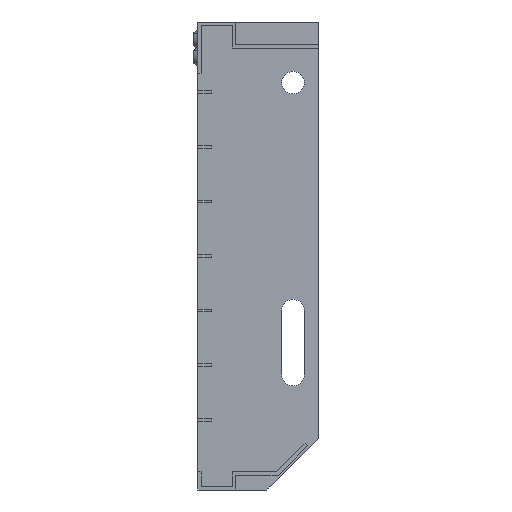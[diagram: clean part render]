
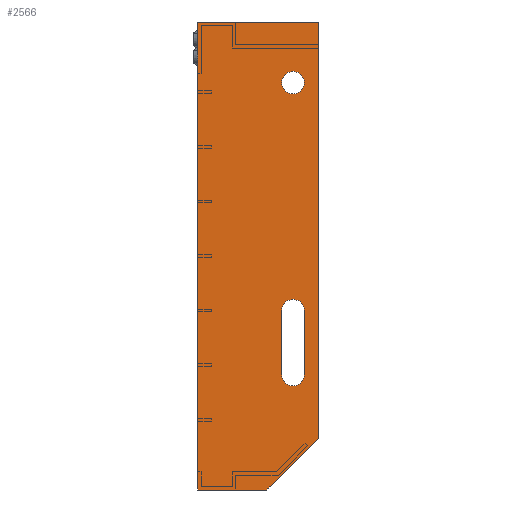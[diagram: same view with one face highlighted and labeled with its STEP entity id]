
A CAD part, left-side view. The second image highlights one B-rep face of the part: STEP entity #2566.
In plain terms, the highlighted planar face has unit normal (-1, 0, 0).
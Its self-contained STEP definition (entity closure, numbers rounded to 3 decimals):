
#344 = VERTEX_POINT ( 'NONE', #16607 ) ;
#1518 = DIRECTION ( 'NONE',  ( 1., 0., 0. ) ) ;
#1587 = CARTESIAN_POINT ( 'NONE',  ( -750., 15., -41.5 ) ) ;
#2418 = VECTOR ( 'NONE', #15704, 1000. ) ;
#2566 = ADVANCED_FACE ( 'NONE', ( #5722, #15590, #18684 ), #14700, .F. ) ;
#3523 = VERTEX_POINT ( 'NONE', #28205 ) ;
#4560 = DIRECTION ( 'NONE',  ( 1., 0., 0. ) ) ;
#4691 = AXIS2_PLACEMENT_3D ( 'NONE', #10716, #7927, #25303 ) ;
#4759 = DIRECTION ( 'NONE',  ( 1., 0., 0. ) ) ;
#5022 = ORIENTED_EDGE ( 'NONE', *, *, #35271, .F. ) ;
#5130 = DIRECTION ( 'NONE',  ( 0., 1., 0. ) ) ;
#5691 = CARTESIAN_POINT ( 'NONE',  ( -750., 15., -35. ) ) ;
#5722 = FACE_BOUND ( 'NONE', #17484, .T. ) ;
#6251 = CARTESIAN_POINT ( 'NONE',  ( -750., 8.5, -166.5 ) ) ;
#6826 = CARTESIAN_POINT ( 'NONE',  ( -750., 21.5, -203.5 ) ) ;
#7151 = LINE ( 'NONE', #6826, #15960 ) ;
#7403 = DIRECTION ( 'NONE',  ( 0., 0., 1. ) ) ;
#7453 = AXIS2_PLACEMENT_3D ( 'NONE', #5691, #28857, #29008 ) ;
#7927 = DIRECTION ( 'NONE',  ( 1., 0., 0. ) ) ;
#8221 = LINE ( 'NONE', #31895, #9222 ) ;
#8767 = CARTESIAN_POINT ( 'NONE',  ( -750., 0., 0. ) ) ;
#9081 = ORIENTED_EDGE ( 'NONE', *, *, #39676, .T. ) ;
#9222 = VECTOR ( 'NONE', #5130, 1000. ) ;
#10698 = ORIENTED_EDGE ( 'NONE', *, *, #11376, .T. ) ;
#10716 = CARTESIAN_POINT ( 'NONE',  ( -750., 15., -35. ) ) ;
#11101 = VERTEX_POINT ( 'NONE', #27972 ) ;
#11376 = EDGE_CURVE ( 'NONE', #38801, #11101, #19551, .T. ) ;
#11441 = EDGE_CURVE ( 'NONE', #12167, #3523, #7151, .T. ) ;
#11453 = DIRECTION ( 'NONE',  ( 0., 0., -1. ) ) ;
#12123 = CARTESIAN_POINT ( 'NONE',  ( -750., 70., 0. ) ) ;
#12167 = VERTEX_POINT ( 'NONE', #17180 ) ;
#12237 = EDGE_CURVE ( 'NONE', #11101, #37277, #39198, .T. ) ;
#14380 = VERTEX_POINT ( 'NONE', #35510 ) ;
#14700 = PLANE ( 'NONE',  #16559 ) ;
#15590 = FACE_BOUND ( 'NONE', #29622, .T. ) ;
#15704 = DIRECTION ( 'NONE',  ( 0., 0., -1. ) ) ;
#15960 = VECTOR ( 'NONE', #7403, 1000. ) ;
#16494 = CIRCLE ( 'NONE', #4691, 6.5 ) ;
#16559 = AXIS2_PLACEMENT_3D ( 'NONE', #41182, #1518, #34787 ) ;
#16607 = CARTESIAN_POINT ( 'NONE',  ( -750., 30., -270. ) ) ;
#17104 = EDGE_CURVE ( 'NONE', #26290, #344, #40617, .T. ) ;
#17180 = CARTESIAN_POINT ( 'NONE',  ( -750., 21.5, -203.5 ) ) ;
#17484 = EDGE_LOOP ( 'NONE', ( #10698, #27245, #29055, #18024, #38685 ) ) ;
#17714 = EDGE_CURVE ( 'NONE', #32140, #27211, #34816, .T. ) ;
#18024 = ORIENTED_EDGE ( 'NONE', *, *, #11441, .T. ) ;
#18684 = FACE_OUTER_BOUND ( 'NONE', #27943, .T. ) ;
#18936 = CARTESIAN_POINT ( 'NONE',  ( -750., 70., 0. ) ) ;
#18967 = DIRECTION ( 'NONE',  ( 0., 0.707, -0.707 ) ) ;
#19551 = LINE ( 'NONE', #6251, #28372 ) ;
#19841 = CARTESIAN_POINT ( 'NONE',  ( -750., 15., -210. ) ) ;
#20438 = AXIS2_PLACEMENT_3D ( 'NONE', #37748, #4560, #27732 ) ;
#21128 = CARTESIAN_POINT ( 'NONE',  ( -750., 15., -166.5 ) ) ;
#21572 = LINE ( 'NONE', #41599, #2418 ) ;
#22414 = ORIENTED_EDGE ( 'NONE', *, *, #35999, .F. ) ;
#22446 = CARTESIAN_POINT ( 'NONE',  ( -750., 30., -270. ) ) ;
#23642 = EDGE_CURVE ( 'NONE', #3523, #38801, #27531, .T. ) ;
#23982 = EDGE_CURVE ( 'NONE', #34734, #30371, #34740, .T. ) ;
#25303 = DIRECTION ( 'NONE',  ( 0., 0., -1. ) ) ;
#25630 = AXIS2_PLACEMENT_3D ( 'NONE', #21128, #4759, #11453 ) ;
#26290 = VERTEX_POINT ( 'NONE', #32959 ) ;
#26507 = DIRECTION ( 'NONE',  ( 0., 0., -1. ) ) ;
#26761 = DIRECTION ( 'NONE',  ( 0., -1., 0. ) ) ;
#27211 = VERTEX_POINT ( 'NONE', #1587 ) ;
#27245 = ORIENTED_EDGE ( 'NONE', *, *, #12237, .T. ) ;
#27531 = CIRCLE ( 'NONE', #25630, 6.5 ) ;
#27732 = DIRECTION ( 'NONE',  ( 0., 0., -1. ) ) ;
#27943 = EDGE_LOOP ( 'NONE', ( #41975, #38694, #22414, #5022, #29250 ) ) ;
#27972 = CARTESIAN_POINT ( 'NONE',  ( -750., 8.5, -203.5 ) ) ;
#28021 = CARTESIAN_POINT ( 'NONE',  ( -750., 15., -28.5 ) ) ;
#28205 = CARTESIAN_POINT ( 'NONE',  ( -750., 21.5, -166.5 ) ) ;
#28372 = VECTOR ( 'NONE', #26507, 1000. ) ;
#28857 = DIRECTION ( 'NONE',  ( 1., 0., 0. ) ) ;
#29008 = DIRECTION ( 'NONE',  ( 0., 0., -1. ) ) ;
#29055 = ORIENTED_EDGE ( 'NONE', *, *, #30592, .T. ) ;
#29250 = ORIENTED_EDGE ( 'NONE', *, *, #17104, .F. ) ;
#29622 = EDGE_LOOP ( 'NONE', ( #9081, #39682 ) ) ;
#30311 = CIRCLE ( 'NONE', #32730, 6.5 ) ;
#30371 = VERTEX_POINT ( 'NONE', #8767 ) ;
#30592 = EDGE_CURVE ( 'NONE', #37277, #12167, #30311, .T. ) ;
#30750 = VECTOR ( 'NONE', #18967, 1000. ) ;
#31895 = CARTESIAN_POINT ( 'NONE',  ( -750., 70., -270. ) ) ;
#32140 = VERTEX_POINT ( 'NONE', #28021 ) ;
#32349 = DIRECTION ( 'NONE',  ( 1., 0., 0. ) ) ;
#32730 = AXIS2_PLACEMENT_3D ( 'NONE', #32770, #32349, #36835 ) ;
#32770 = CARTESIAN_POINT ( 'NONE',  ( -750., 15., -203.5 ) ) ;
#32959 = CARTESIAN_POINT ( 'NONE',  ( -750., 0., -240. ) ) ;
#34355 = DIRECTION ( 'NONE',  ( 0., 0., 1. ) ) ;
#34734 = VERTEX_POINT ( 'NONE', #18936 ) ;
#34740 = LINE ( 'NONE', #40223, #42527 ) ;
#34787 = DIRECTION ( 'NONE',  ( 0., 0., 1. ) ) ;
#34816 = CIRCLE ( 'NONE', #7453, 6.5 ) ;
#35271 = EDGE_CURVE ( 'NONE', #344, #14380, #8221, .T. ) ;
#35443 = VECTOR ( 'NONE', #34355, 1000. ) ;
#35510 = CARTESIAN_POINT ( 'NONE',  ( -750., 70., -270. ) ) ;
#35999 = EDGE_CURVE ( 'NONE', #14380, #34734, #42166, .T. ) ;
#36835 = DIRECTION ( 'NONE',  ( 0., 0., -1. ) ) ;
#37277 = VERTEX_POINT ( 'NONE', #19841 ) ;
#37748 = CARTESIAN_POINT ( 'NONE',  ( -750., 15., -203.5 ) ) ;
#38251 = CARTESIAN_POINT ( 'NONE',  ( -750., 8.5, -166.5 ) ) ;
#38685 = ORIENTED_EDGE ( 'NONE', *, *, #23642, .T. ) ;
#38694 = ORIENTED_EDGE ( 'NONE', *, *, #23982, .F. ) ;
#38801 = VERTEX_POINT ( 'NONE', #38251 ) ;
#39198 = CIRCLE ( 'NONE', #20438, 6.5 ) ;
#39676 = EDGE_CURVE ( 'NONE', #27211, #32140, #16494, .T. ) ;
#39682 = ORIENTED_EDGE ( 'NONE', *, *, #17714, .T. ) ;
#40223 = CARTESIAN_POINT ( 'NONE',  ( -750., 0., 0. ) ) ;
#40617 = LINE ( 'NONE', #22446, #30750 ) ;
#41182 = CARTESIAN_POINT ( 'NONE',  ( -750., 0., 0. ) ) ;
#41599 = CARTESIAN_POINT ( 'NONE',  ( -750., 0., -240. ) ) ;
#41626 = EDGE_CURVE ( 'NONE', #30371, #26290, #21572, .T. ) ;
#41975 = ORIENTED_EDGE ( 'NONE', *, *, #41626, .F. ) ;
#42166 = LINE ( 'NONE', #12123, #35443 ) ;
#42527 = VECTOR ( 'NONE', #26761, 1000. ) ;
